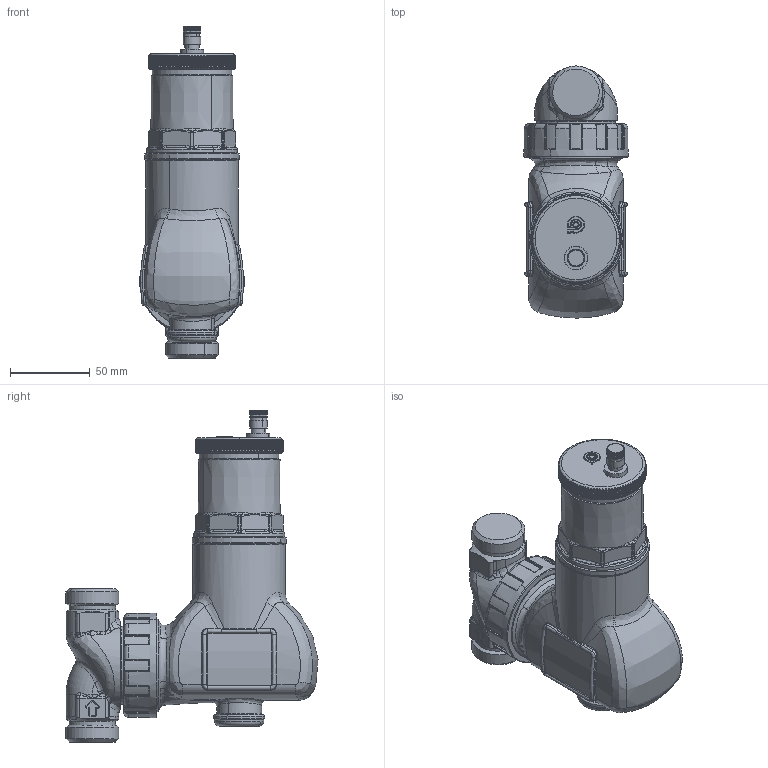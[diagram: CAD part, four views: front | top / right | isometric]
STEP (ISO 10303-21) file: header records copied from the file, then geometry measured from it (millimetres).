
FILE_DESCRIPTION(('CATIA V5 STEP Exchange'),'2;1');
FILE_NAME('STEP_551716_-_TST.stp','2018-03-23T10:50:12+00:00',('none'),('none'),'CATIA Version 5-6 Release 2016 SP4','CATIA V5 STEP AP203','none');
FILE_SCHEMA(('CONFIG_CONTROL_DESIGN'));
Products named in the file (1): 551716 - TST
Bounding box: 65.48 x 157.92 x 208 mm (x, y, z)
Volume: 727641.8 mm3; surface area: 63461.1 mm2
Topology: 1 solids, 1 shells, 1736 faces, 4480 edges, 2700 vertices
Faces by surface type: cylinder 730, bspline 416, plane 379, torus 104, cone 60, sphere 31, revolution 16
Entity records: 76182 total; most frequent: CARTESIAN_POINT 41531, ORIENTED_EDGE 8836, EDGE_CURVE 4418, DIRECTION 4278, VERTEX_POINT 2700, B_SPLINE_CURVE_WITH_KNOTS 2226, AXIS2_PLACEMENT_3D 1950, EDGE_LOOP 1752
